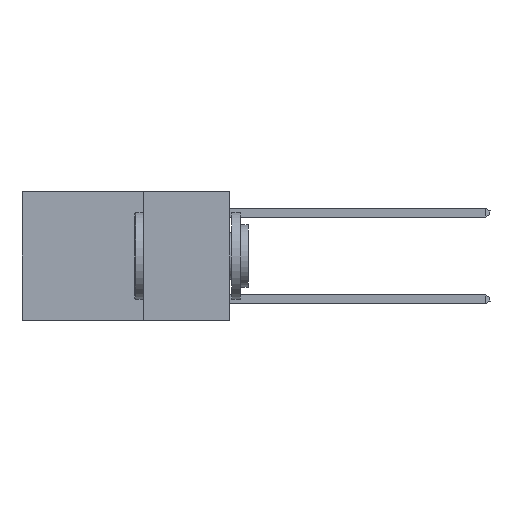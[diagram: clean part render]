
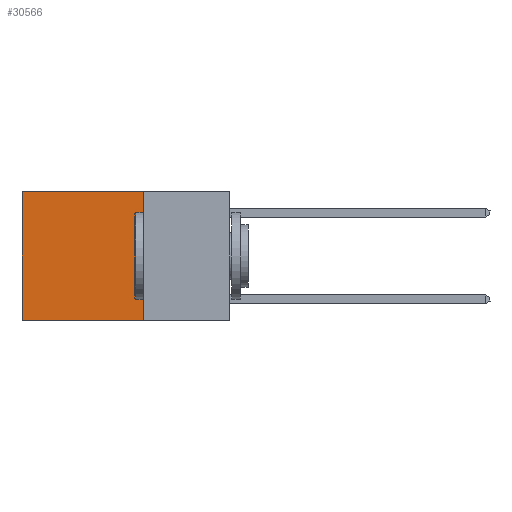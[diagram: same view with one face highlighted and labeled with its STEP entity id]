
A CAD part, left-side view. The second image highlights one B-rep face of the part: STEP entity #30566.
In plain terms, the highlighted planar face has unit normal (-1, 0, 0).
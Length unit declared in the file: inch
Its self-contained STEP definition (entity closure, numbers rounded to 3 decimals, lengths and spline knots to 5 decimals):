
#1483 = LINE ( 'NONE', #29115, #20403 ) ;
#2129 = FACE_OUTER_BOUND ( 'NONE', #14594, .T. ) ;
#2745 = CARTESIAN_POINT ( 'NONE',  ( 0.2625, 0.25, 0. ) ) ;
#3242 = LINE ( 'NONE', #25112, #7676 ) ;
#7286 = LINE ( 'NONE', #21871, #12675 ) ;
#7493 = AXIS2_PLACEMENT_3D ( 'NONE', #2745, #8918, #23845 ) ;
#7676 = VECTOR ( 'NONE', #20185, 39.37008 ) ;
#8469 = CARTESIAN_POINT ( 'NONE',  ( 0.2625, 0.25, 0. ) ) ;
#8861 = EDGE_CURVE ( 'NONE', #10516, #12331, #1483, .T. ) ;
#8918 = DIRECTION ( 'NONE',  ( 1., 0., 0. ) ) ;
#9362 = VECTOR ( 'NONE', #30117, 39.37008 ) ;
#10516 = VERTEX_POINT ( 'NONE', #11637 ) ;
#11637 = CARTESIAN_POINT ( 'NONE',  ( 0.2625, 0.25, 0. ) ) ;
#12331 = VERTEX_POINT ( 'NONE', #29271 ) ;
#12675 = VECTOR ( 'NONE', #24349, 39.37008 ) ;
#14594 = EDGE_LOOP ( 'NONE', ( #30365, #28840, #29027, #19064 ) ) ;
#15211 = EDGE_CURVE ( 'NONE', #28554, #15703, #3242, .T. ) ;
#15703 = VERTEX_POINT ( 'NONE', #28443 ) ;
#17259 = DIRECTION ( 'NONE',  ( 0., 0., -1. ) ) ;
#18790 = PLANE ( 'NONE',  #7493 ) ;
#19064 = ORIENTED_EDGE ( 'NONE', *, *, #28331, .T. ) ;
#20185 = DIRECTION ( 'NONE',  ( 0., 0., -1. ) ) ;
#20403 = VECTOR ( 'NONE', #17259, 39.37008 ) ;
#21871 = CARTESIAN_POINT ( 'NONE',  ( 0.2625, 0.25, -0.37 ) ) ;
#22695 = EDGE_CURVE ( 'NONE', #12331, #15703, #7286, .T. ) ;
#23622 = CARTESIAN_POINT ( 'NONE',  ( 0.2625, 0.6, 0. ) ) ;
#23845 = DIRECTION ( 'NONE',  ( 0., 0., -1. ) ) ;
#24349 = DIRECTION ( 'NONE',  ( 0., 1., 0. ) ) ;
#25112 = CARTESIAN_POINT ( 'NONE',  ( 0.2625, 0.6, 0. ) ) ;
#28331 = EDGE_CURVE ( 'NONE', #10516, #28554, #29839, .T. ) ;
#28443 = CARTESIAN_POINT ( 'NONE',  ( 0.2625, 0.6, -0.37 ) ) ;
#28554 = VERTEX_POINT ( 'NONE', #23622 ) ;
#28840 = ORIENTED_EDGE ( 'NONE', *, *, #22695, .F. ) ;
#29027 = ORIENTED_EDGE ( 'NONE', *, *, #8861, .F. ) ;
#29115 = CARTESIAN_POINT ( 'NONE',  ( 0.2625, 0.25, 0. ) ) ;
#29271 = CARTESIAN_POINT ( 'NONE',  ( 0.2625, 0.25, -0.37 ) ) ;
#29839 = LINE ( 'NONE', #8469, #9362 ) ;
#30117 = DIRECTION ( 'NONE',  ( 0., 1., 0. ) ) ;
#30365 = ORIENTED_EDGE ( 'NONE', *, *, #15211, .T. ) ;
#30566 = ADVANCED_FACE ( 'NONE', ( #2129 ), #18790, .F. ) ;
